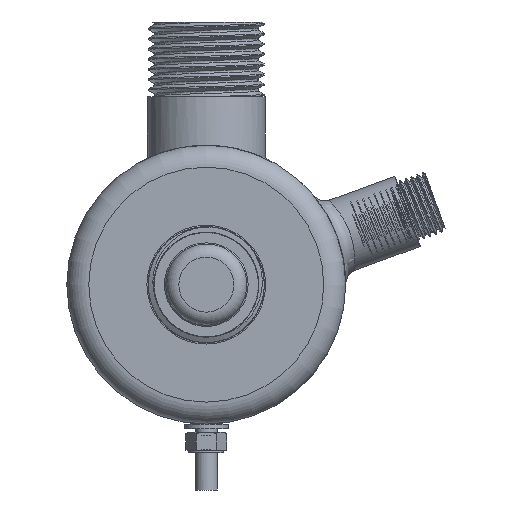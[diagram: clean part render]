
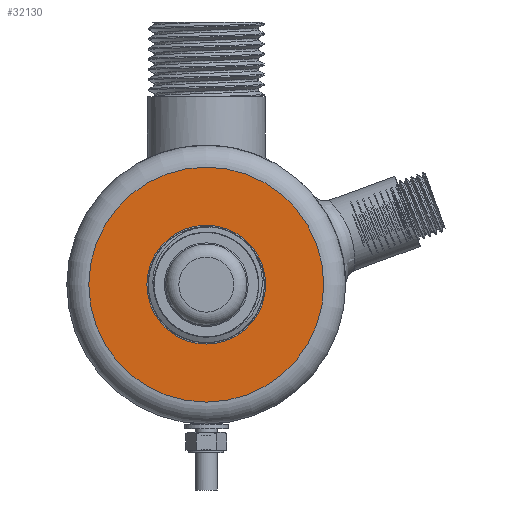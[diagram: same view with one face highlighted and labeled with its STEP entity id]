
A CAD part, left-side view. The second image highlights one B-rep face of the part: STEP entity #32130.
In plain terms, the highlighted planar face has unit normal (-1, 0, 0).
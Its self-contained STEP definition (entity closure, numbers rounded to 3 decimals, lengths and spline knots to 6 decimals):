
#3541=PLANE('',#34414);
#7628=ORIENTED_EDGE('',*,*,#18075,.T.);
#7629=ORIENTED_EDGE('',*,*,#18074,.F.);
#18074=EDGE_CURVE('',#23298,#23298,#26807,.T.);
#18075=EDGE_CURVE('',#23299,#23299,#26808,.T.);
#23298=VERTEX_POINT('',#41446);
#23299=VERTEX_POINT('',#41449);
#26807=CIRCLE('',#34413,0.02675);
#26808=CIRCLE('',#34415,0.013525);
#27417=EDGE_LOOP('',(#7628));
#27418=EDGE_LOOP('',(#7629));
#29653=FACE_BOUND('',#27417,.T.);
#29654=FACE_BOUND('',#27418,.T.);
#32130=ADVANCED_FACE('',(#29653,#29654),#3541,.T.);
#34413=AXIS2_PLACEMENT_3D('',#41445,#36262,#36263);
#34414=AXIS2_PLACEMENT_3D('',#41447,#36264,#36265);
#34415=AXIS2_PLACEMENT_3D('',#41448,#36266,#36267);
#36262=DIRECTION('',(1.,0.,0.));
#36263=DIRECTION('',(0.,0.,-1.));
#36264=DIRECTION('',(-1.,0.,0.));
#36265=DIRECTION('',(0.,0.,1.));
#36266=DIRECTION('',(1.,0.,0.));
#36267=DIRECTION('',(0.,0.,-1.));
#41445=CARTESIAN_POINT('',(-0.262,0.,0.));
#41446=CARTESIAN_POINT('',(-0.262,0.,-0.02675));
#41447=CARTESIAN_POINT('',(-0.262,0.,0.020138));
#41448=CARTESIAN_POINT('',(-0.262,0.,0.));
#41449=CARTESIAN_POINT('',(-0.262,0.,-0.013525));
